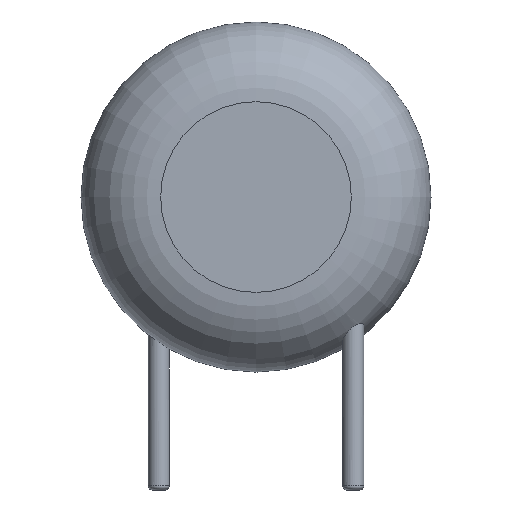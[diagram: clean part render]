
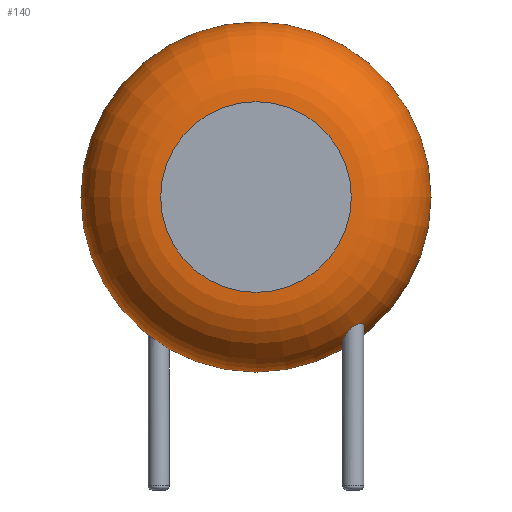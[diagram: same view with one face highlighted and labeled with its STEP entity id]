
A CAD part, front view. The second image highlights one B-rep face of the part: STEP entity #140.
In plain terms, the highlighted toroidal (fillet/blend) face has major radius 2.451 mm and minor radius 2.049 mm.
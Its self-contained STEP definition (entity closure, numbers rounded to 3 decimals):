
#24 = VERTEX_POINT('',#25);
#25 = CARTESIAN_POINT('',(7.,-0.951,4.53));
#31 = EDGE_CURVE('',#24,#24,#32,.T.);
#32 = CIRCLE('',#33,4.5);
#33 = AXIS2_PLACEMENT_3D('',#34,#35,#36);
#34 = CARTESIAN_POINT('',(2.5,-0.951,4.53));
#35 = DIRECTION('',(0.,-1.,0.));
#36 = DIRECTION('',(1.,0.,0.));
#140 = ADVANCED_FACE('',(#141,#161),#229,.T.);
#141 = FACE_BOUND('',#142,.T.);
#142 = EDGE_LOOP('',(#143,#144,#153,#160));
#143 = ORIENTED_EDGE('',*,*,#31,.T.);
#144 = ORIENTED_EDGE('',*,*,#145,.T.);
#145 = EDGE_CURVE('',#24,#146,#148,.T.);
#146 = VERTEX_POINT('',#147);
#147 = CARTESIAN_POINT('',(4.951,-3.,4.53));
#148 = CIRCLE('',#149,2.049);
#149 = AXIS2_PLACEMENT_3D('',#150,#151,#152);
#150 = CARTESIAN_POINT('',(4.951,-0.951,4.53));
#151 = DIRECTION('',(0.,0.,-1.));
#152 = DIRECTION('',(1.,0.,0.));
#153 = ORIENTED_EDGE('',*,*,#154,.F.);
#154 = EDGE_CURVE('',#146,#146,#155,.T.);
#155 = CIRCLE('',#156,2.451);
#156 = AXIS2_PLACEMENT_3D('',#157,#158,#159);
#157 = CARTESIAN_POINT('',(2.5,-3.,4.53));
#158 = DIRECTION('',(0.,-1.,0.));
#159 = DIRECTION('',(1.,0.,0.));
#160 = ORIENTED_EDGE('',*,*,#145,.F.);
#161 = FACE_BOUND('',#162,.T.);
#162 = EDGE_LOOP('',(#163,#182));
#163 = ORIENTED_EDGE('',*,*,#164,.T.);
#164 = EDGE_CURVE('',#165,#167,#169,.T.);
#165 = VERTEX_POINT('',#166);
#166 = CARTESIAN_POINT('',(5.27,-1.8,1.22));
#167 = VERTEX_POINT('',#168);
#168 = CARTESIAN_POINT('',(5.031,-1.532,0.911
));
#169 = B_SPLINE_CURVE_WITH_KNOTS('',6,(#170,#171,#172,#173,#174,#175,
#176,#177,#178,#179,#180,#181),.UNSPECIFIED.,.F.,.F.,(7,5,7),(
0.,0.529,1.),.UNSPECIFIED.);
#170 = CARTESIAN_POINT('',(5.27,-1.8,1.22));
#171 = CARTESIAN_POINT('',(5.27,-1.765,1.2));
#172 = CARTESIAN_POINT('',(5.265,-1.731,1.176
));
#173 = CARTESIAN_POINT('',(5.254,-1.697,1.15)
);
#174 = CARTESIAN_POINT('',(5.239,-1.666,1.122
));
#175 = CARTESIAN_POINT('',(5.219,-1.638,1.094
));
#176 = CARTESIAN_POINT('',(5.174,-1.591,1.038
));
#177 = CARTESIAN_POINT('',(5.15,-1.572,1.012
));
#178 = CARTESIAN_POINT('',(5.123,-1.556,0.986
));
#179 = CARTESIAN_POINT('',(5.093,-1.544,0.96
));
#180 = CARTESIAN_POINT('',(5.063,-1.535,0.935
));
#181 = CARTESIAN_POINT('',(5.031,-1.532,0.911
));
#182 = ORIENTED_EDGE('',*,*,#183,.T.);
#183 = EDGE_CURVE('',#167,#165,#184,.T.);
#184 = B_SPLINE_CURVE_WITH_KNOTS('',7,(#185,#186,#187,#188,#189,#190,
#191,#192,#193,#194,#195,#196,#197,#198,#199,#200,#201,#202,#203,
#204,#205,#206,#207,#208,#209,#210,#211,#212,#213,#214,#215,#216,
#217,#218,#219,#220,#221,#222,#223,#224,#225,#226,#227,#228),
.UNSPECIFIED.,.F.,.F.,(8,6,6,6,6,6,6,8),(0.,0.229,
0.389,0.534,0.672,0.81,
0.924,1.),.UNSPECIFIED.);
#185 = CARTESIAN_POINT('',(5.031,-1.532,0.911
));
#186 = CARTESIAN_POINT('',(4.988,-1.527,0.88
));
#187 = CARTESIAN_POINT('',(4.944,-1.53,0.851)
);
#188 = CARTESIAN_POINT('',(4.9,-1.541,0.826)
);
#189 = CARTESIAN_POINT('',(4.859,-1.561,0.806
));
#190 = CARTESIAN_POINT('',(4.822,-1.589,0.794
));
#191 = CARTESIAN_POINT('',(4.792,-1.622,0.789
));
#192 = CARTESIAN_POINT('',(4.753,-1.686,0.793
));
#193 = CARTESIAN_POINT('',(4.741,-1.714,0.798
));
#194 = CARTESIAN_POINT('',(4.732,-1.744,0.807)
);
#195 = CARTESIAN_POINT('',(4.728,-1.774,0.819
));
#196 = CARTESIAN_POINT('',(4.727,-1.804,0.835
));
#197 = CARTESIAN_POINT('',(4.73,-1.833,0.853
));
#198 = CARTESIAN_POINT('',(4.743,-1.886,0.891
));
#199 = CARTESIAN_POINT('',(4.751,-1.91,0.911
));
#200 = CARTESIAN_POINT('',(4.763,-1.934,0.933
));
#201 = CARTESIAN_POINT('',(4.776,-1.956,0.956
));
#202 = CARTESIAN_POINT('',(4.792,-1.976,0.98
));
#203 = CARTESIAN_POINT('',(4.81,-1.994,1.004
));
#204 = CARTESIAN_POINT('',(4.849,-2.025,1.053
));
#205 = CARTESIAN_POINT('',(4.869,-2.038,1.076
));
#206 = CARTESIAN_POINT('',(4.891,-2.049,1.1
));
#207 = CARTESIAN_POINT('',(4.914,-2.058,1.123)
);
#208 = CARTESIAN_POINT('',(4.938,-2.065,1.146)
);
#209 = CARTESIAN_POINT('',(4.963,-2.069,1.167
));
#210 = CARTESIAN_POINT('',(5.014,-2.071,1.207
));
#211 = CARTESIAN_POINT('',(5.04,-2.069,1.225)
);
#212 = CARTESIAN_POINT('',(5.066,-2.064,1.241
));
#213 = CARTESIAN_POINT('',(5.092,-2.057,1.255
));
#214 = CARTESIAN_POINT('',(5.116,-2.046,1.266
));
#215 = CARTESIAN_POINT('',(5.14,-2.033,1.274
));
#216 = CARTESIAN_POINT('',(5.179,-2.003,1.283
));
#217 = CARTESIAN_POINT('',(5.196,-1.988,1.285
));
#218 = CARTESIAN_POINT('',(5.211,-1.972,1.285
));
#219 = CARTESIAN_POINT('',(5.224,-1.954,1.283
));
#220 = CARTESIAN_POINT('',(5.235,-1.935,1.279
));
#221 = CARTESIAN_POINT('',(5.245,-1.916,1.274
));
#222 = CARTESIAN_POINT('',(5.257,-1.883,1.262
));
#223 = CARTESIAN_POINT('',(5.262,-1.869,1.256
));
#224 = CARTESIAN_POINT('',(5.265,-1.855,1.25)
);
#225 = CARTESIAN_POINT('',(5.268,-1.842,1.243
));
#226 = CARTESIAN_POINT('',(5.269,-1.828,1.236)
);
#227 = CARTESIAN_POINT('',(5.27,-1.814,1.228));
#228 = CARTESIAN_POINT('',(5.27,-1.8,1.22));
#229 = TOROIDAL_SURFACE('',#230,2.451,2.049);
#230 = AXIS2_PLACEMENT_3D('',#231,#232,#233);
#231 = CARTESIAN_POINT('',(2.5,-0.951,4.53));
#232 = DIRECTION('',(0.,-1.,0.));
#233 = DIRECTION('',(1.,0.,0.));
